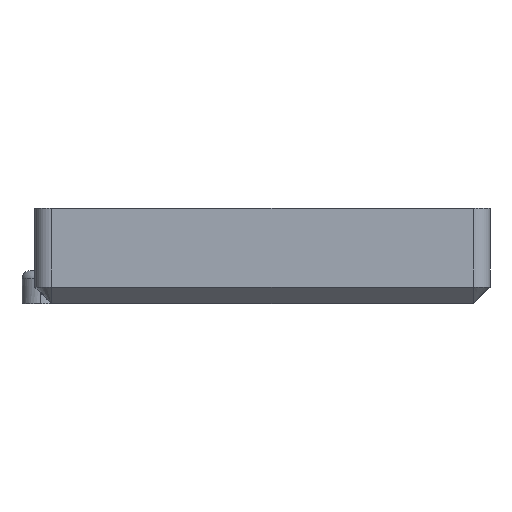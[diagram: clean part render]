
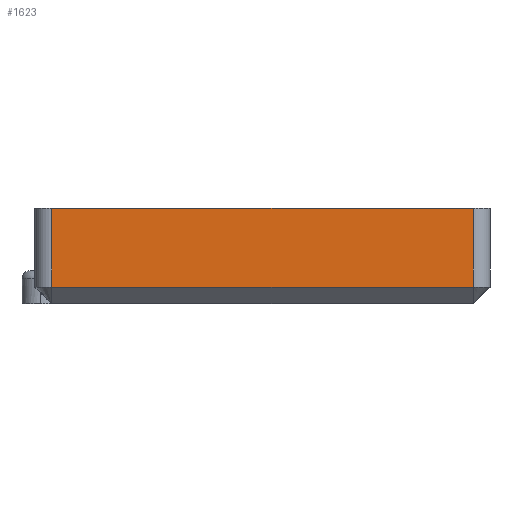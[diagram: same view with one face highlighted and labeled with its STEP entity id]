
A CAD part, left-side view. The second image highlights one B-rep face of the part: STEP entity #1623.
In plain terms, the highlighted planar face has unit normal (-1, 0, 0).
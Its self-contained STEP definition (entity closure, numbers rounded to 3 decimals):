
#164 = CARTESIAN_POINT ( 'NONE',  ( -63.75, -38.25, 17.32 ) ) ;
#185 = EDGE_CURVE ( 'NONE', #1175, #2075, #386, .T. ) ;
#282 = CARTESIAN_POINT ( 'NONE',  ( -63.75, -38.25, 3. ) ) ;
#386 = LINE ( 'NONE', #164, #2719 ) ;
#433 = CARTESIAN_POINT ( 'NONE',  ( -63.75, -41.25, 3. ) ) ;
#611 = LINE ( 'NONE', #2211, #1846 ) ;
#652 = DIRECTION ( 'NONE',  ( 0., -1., 0. ) ) ;
#667 = LINE ( 'NONE', #433, #1146 ) ;
#673 = ORIENTED_EDGE ( 'NONE', *, *, #2709, .T. ) ;
#869 = LINE ( 'NONE', #2669, #1328 ) ;
#918 = ORIENTED_EDGE ( 'NONE', *, *, #2188, .T. ) ;
#937 = FACE_OUTER_BOUND ( 'NONE', #2390, .T. ) ;
#1084 = AXIS2_PLACEMENT_3D ( 'NONE', #1469, #1693, #2579 ) ;
#1146 = VECTOR ( 'NONE', #2866, 1000. ) ;
#1175 = VERTEX_POINT ( 'NONE', #282 ) ;
#1328 = VECTOR ( 'NONE', #652, 1000. ) ;
#1396 = ORIENTED_EDGE ( 'NONE', *, *, #2609, .F. ) ;
#1469 = CARTESIAN_POINT ( 'NONE',  ( -63.75, -41.25, 17.32 ) ) ;
#1623 = ADVANCED_FACE ( 'NONE', ( #937 ), #1859, .F. ) ;
#1693 = DIRECTION ( 'NONE',  ( 1., 0., 0. ) ) ;
#1798 = CARTESIAN_POINT ( 'NONE',  ( -63.75, 38.25, 3. ) ) ;
#1846 = VECTOR ( 'NONE', #2196, 1000. ) ;
#1859 = PLANE ( 'NONE',  #1084 ) ;
#1945 = DIRECTION ( 'NONE',  ( 0., 0., 1. ) ) ;
#1994 = CARTESIAN_POINT ( 'NONE',  ( -63.75, 38.25, 17.32 ) ) ;
#2075 = VERTEX_POINT ( 'NONE', #2170 ) ;
#2170 = CARTESIAN_POINT ( 'NONE',  ( -63.75, -38.25, 17.32 ) ) ;
#2188 = EDGE_CURVE ( 'NONE', #2827, #1175, #667, .T. ) ;
#2196 = DIRECTION ( 'NONE',  ( 0., 0., -1. ) ) ;
#2211 = CARTESIAN_POINT ( 'NONE',  ( -63.75, 38.25, 17.32 ) ) ;
#2300 = ORIENTED_EDGE ( 'NONE', *, *, #185, .T. ) ;
#2390 = EDGE_LOOP ( 'NONE', ( #673, #918, #2300, #1396 ) ) ;
#2579 = DIRECTION ( 'NONE',  ( 0., 0., -1. ) ) ;
#2609 = EDGE_CURVE ( 'NONE', #2624, #2075, #869, .T. ) ;
#2624 = VERTEX_POINT ( 'NONE', #1994 ) ;
#2669 = CARTESIAN_POINT ( 'NONE',  ( -63.75, -41.25, 17.32 ) ) ;
#2709 = EDGE_CURVE ( 'NONE', #2624, #2827, #611, .T. ) ;
#2719 = VECTOR ( 'NONE', #1945, 1000. ) ;
#2827 = VERTEX_POINT ( 'NONE', #1798 ) ;
#2866 = DIRECTION ( 'NONE',  ( 0., -1., 0. ) ) ;
